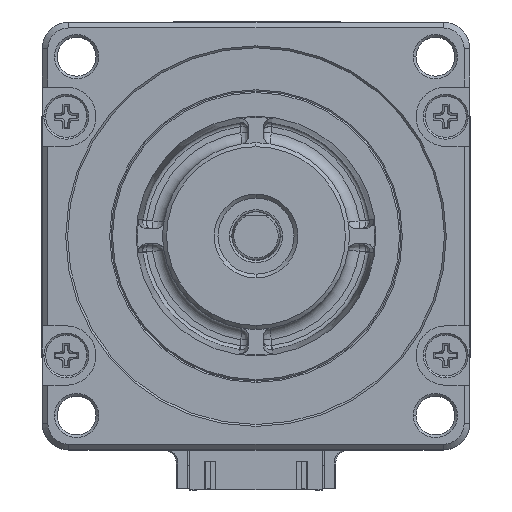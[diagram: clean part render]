
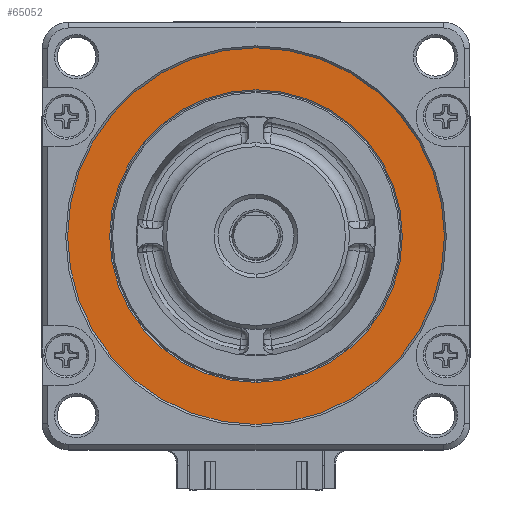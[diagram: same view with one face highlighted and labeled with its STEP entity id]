
A CAD part, top view. The second image highlights one B-rep face of the part: STEP entity #65052.
In plain terms, the highlighted planar face has unit normal (0, 0, 1).
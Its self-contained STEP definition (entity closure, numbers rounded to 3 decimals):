
#60447=CARTESIAN_POINT('',(0.,0.,-0.55));
#60448=DIRECTION('',(0.,0.,1.));
#60449=DIRECTION('',(0.,1.,0.));
#60450=AXIS2_PLACEMENT_3D('',#60447,#60448,#60449);
#60452=CARTESIAN_POINT('',(0.,0.,-0.55));
#60453=DIRECTION('',(0.,0.,-1.));
#60454=DIRECTION('',(0.,1.,0.));
#60455=AXIS2_PLACEMENT_3D('',#60452,#60453,#60454);
#60457=CARTESIAN_POINT('',(0.,0.,-0.55));
#60458=DIRECTION('',(0.,0.,-1.));
#60459=DIRECTION('',(0.,1.,0.));
#60460=AXIS2_PLACEMENT_3D('',#60457,#60458,#60459);
#60462=CARTESIAN_POINT('',(0.,0.,-0.55));
#60463=DIRECTION('',(0.,0.,1.));
#60464=DIRECTION('',(0.,1.,0.));
#60465=AXIS2_PLACEMENT_3D('',#60462,#60463,#60464);
#62557=CARTESIAN_POINT('',(0.,24.75,-0.55));
#62558=CARTESIAN_POINT('',(0.,-24.75,-0.55));
#62559=VERTEX_POINT('',#62557);
#62560=VERTEX_POINT('',#62558);
#62926=CARTESIAN_POINT('',(0.,19.223,-0.55));
#62928=VERTEX_POINT('',#62926);
#62930=CARTESIAN_POINT('',(0.,-19.223,-0.55));
#62932=VERTEX_POINT('',#62930);
#65037=CARTESIAN_POINT('',(0.,0.,-0.55));
#65038=DIRECTION('',(0.,0.,1.));
#65039=DIRECTION('',(0.,-1.,0.));
#65040=AXIS2_PLACEMENT_3D('',#65037,#65038,#65039);
#65041=PLANE('',#65040);
#65042=ORIENTED_EDGE('',*,*,#65031,.T.);
#65043=ORIENTED_EDGE('',*,*,#65017,.F.);
#65044=EDGE_LOOP('',(#65042,#65043));
#65045=FACE_OUTER_BOUND('',#65044,.F.);
#65047=ORIENTED_EDGE('',*,*,#65046,.T.);
#65049=ORIENTED_EDGE('',*,*,#65048,.F.);
#65050=EDGE_LOOP('',(#65047,#65049));
#65051=FACE_BOUND('',#65050,.F.);
#65052=ADVANCED_FACE('',(#65045,#65051),#65041,.T.);
#60451=CIRCLE('',#60450,19.223);
#60456=CIRCLE('',#60455,19.223);
#60461=CIRCLE('',#60460,24.75);
#60466=CIRCLE('',#60465,24.75);
#65017=EDGE_CURVE('',#62559,#62560,#60466,.T.);
#65031=EDGE_CURVE('',#62559,#62560,#60461,.T.);
#65046=EDGE_CURVE('',#62928,#62932,#60451,.T.);
#65048=EDGE_CURVE('',#62928,#62932,#60456,.T.);
